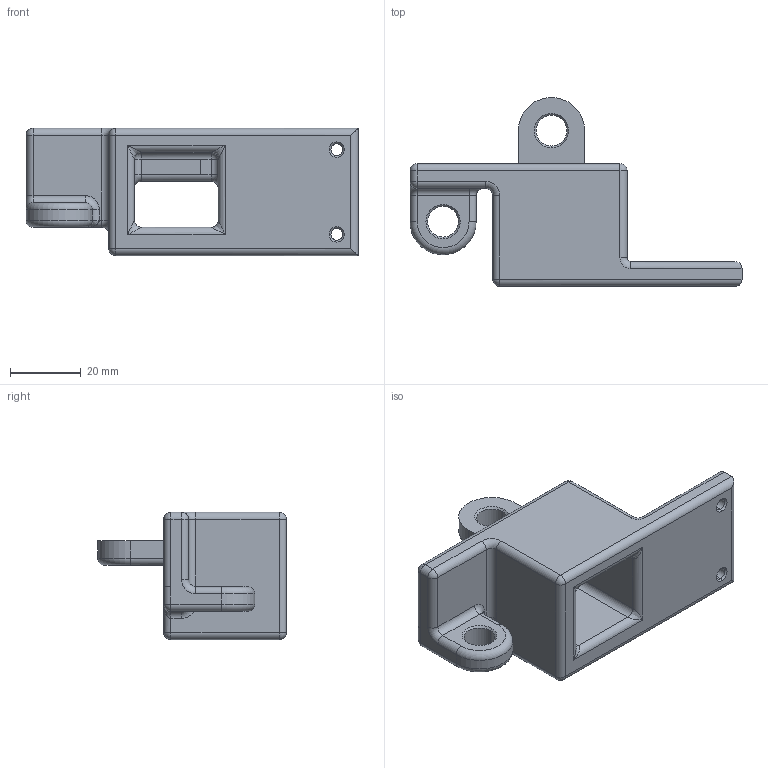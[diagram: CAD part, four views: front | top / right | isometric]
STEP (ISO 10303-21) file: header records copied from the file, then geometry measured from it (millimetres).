
FILE_DESCRIPTION (( 'STEP AP203' ), '1' );
FILE_NAME ('join4 ver2_Default_sldprt.STEP', '2023-02-25T14:01:18', ( '' ), ( '' ), 'SwSTEP 2.0', 'SolidWorks 2022', '' );
FILE_SCHEMA (( 'CONFIG_CONTROL_DESIGN' ));
Length unit declared in the file: millimetre
Products named in the file (1): join4 ver2_Default_sldprt
Bounding box: 93.84 x 53.36 x 36 mm (x, y, z)
Volume: 46794.5 mm3; surface area: 15488.9 mm2
Topology: 1 solids, 1 shells, 138 faces, 323 edges, 168 vertices
Faces by surface type: cylinder 63, plane 27, cone 16, torus 11, bspline 11, sphere 10
Entity records: 4267 total; most frequent: CARTESIAN_POINT 1217, DIRECTION 651, ORIENTED_EDGE 608, EDGE_CURVE 304, AXIS2_PLACEMENT_3D 250, VERTEX_POINT 168, LINE 151, VECTOR 151
